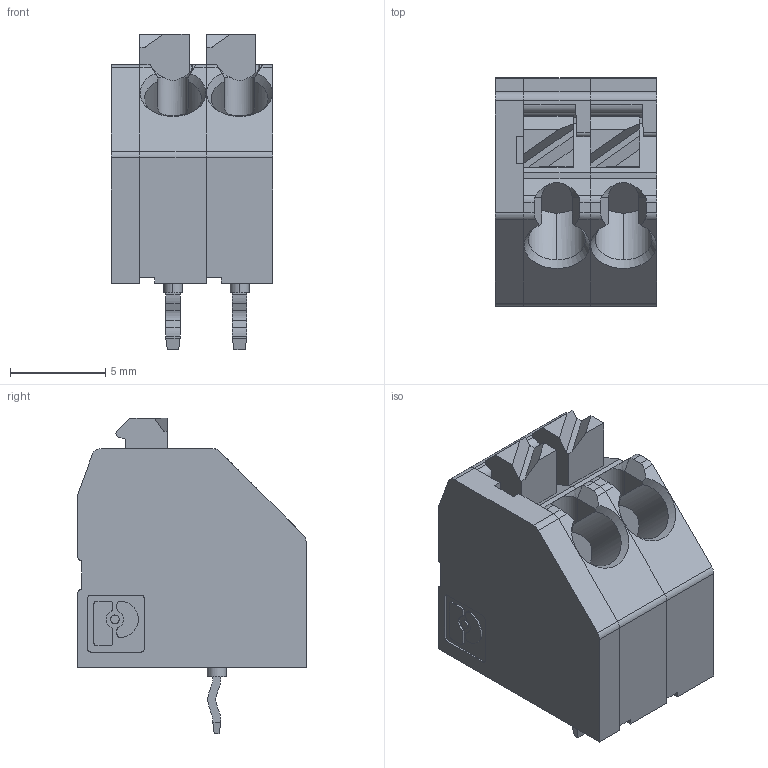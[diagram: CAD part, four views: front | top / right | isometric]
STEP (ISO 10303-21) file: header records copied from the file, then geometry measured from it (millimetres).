
FILE_DESCRIPTION(('Creo Elements/Direct Modeling STEP Export'),'2;1');
FILE_NAME('model.stp','2019-05-27T10:13:30',(''),(''),'Creo Elements/Direct Modeling STEP processor for AP214 (Solid Model)','Creo Elements/Direct Modeling 20.1A 29-Sep-2018 (C) Parametric Technology GmbH','');
FILE_SCHEMA(('AUTOMOTIVE_DESIGN { 1 0 10303 214 1 1 1 1 }'));
Length unit declared in the file: millimetre
Products named in the file (7): Bohrloch1; Bohrloch2; Bohrloecher; PTSA1_5-Dkl; PTSA1_5-2-3_5-F-1; PTSA1_5-2-3_5-F; PTSA_1.5-2-3.5-F_RD_WH_NZ02
Assembly tree (6 placements, depth 3):
  PTSA_1.5-2-3.5-F_RD_WH_NZ02
    PTSA1_5-2-3_5-F
    PTSA1_5-2-3_5-F-1
    PTSA1_5-Dkl
    Bohrloecher
      Bohrloch2
      Bohrloch1
Bounding box: 8.5 x 12 x 16.6 mm (x, y, z)
Volume: 970.6 mm3; surface area: 1313.3 mm2
Topology: 5 solids, 5 shells, 296 faces, 775 edges, 501 vertices
Faces by surface type: plane 169, cylinder 91, cone 36
Entity records: 11428 total; most frequent: CARTESIAN_POINT 1622, ORIENTED_EDGE 1550, DIRECTION 1489, EDGE_CURVE 775, VECTOR 529, LINE 529, VERTEX_POINT 501, AXIS2_PLACEMENT_3D 480
